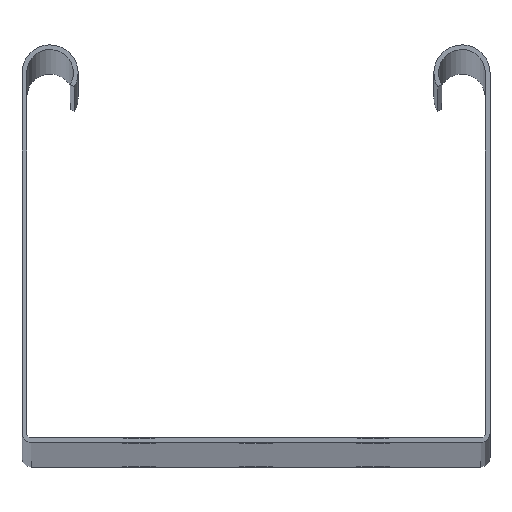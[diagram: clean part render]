
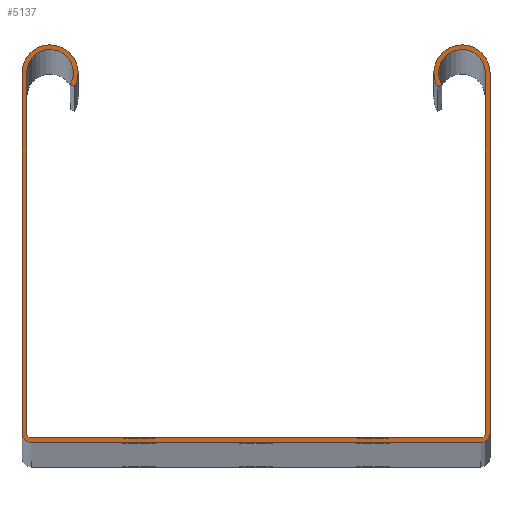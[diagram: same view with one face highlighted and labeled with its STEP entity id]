
A CAD part, top view. The second image highlights one B-rep face of the part: STEP entity #5137.
In plain terms, the highlighted planar face has unit normal (0, 0, 1).
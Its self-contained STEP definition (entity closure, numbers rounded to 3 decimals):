
#2010=CARTESIAN_POINT('',(-44.,78.,1500.));
#2011=DIRECTION('',(0.,0.,1.));
#2012=DIRECTION('',(0.866,-0.5,0.));
#2013=AXIS2_PLACEMENT_3D('',#2010,#2011,#2012);
#2015=DIRECTION('',(0.866,-0.5,0.));
#2016=VECTOR('',#2015,1.);
#2017=CARTESIAN_POINT('',(-39.67,75.5,1500.));
#2018=LINE('',#2017,#2016);
#2019=CARTESIAN_POINT('',(-44.,78.,1500.));
#2020=DIRECTION('',(0.,0.,-1.));
#2021=DIRECTION('',(-1.,0.,0.));
#2022=AXIS2_PLACEMENT_3D('',#2019,#2020,#2021);
#2024=DIRECTION('',(0.,1.,0.));
#2025=VECTOR('',#2024,77.);
#2026=CARTESIAN_POINT('',(-49.,1.,1500.));
#2027=LINE('',#2026,#2025);
#2028=CARTESIAN_POINT('',(-48.,1.,1500.));
#2029=DIRECTION('',(0.,0.,-1.));
#2030=DIRECTION('',(0.,-1.,0.));
#2031=AXIS2_PLACEMENT_3D('',#2028,#2029,#2030);
#2033=DIRECTION('',(-1.,0.,0.));
#2034=VECTOR('',#2033,96.);
#2035=CARTESIAN_POINT('',(48.,0.,1500.));
#2036=LINE('',#2035,#2034);
#2037=CARTESIAN_POINT('',(48.,1.,1500.));
#2038=DIRECTION('',(0.,0.,-1.));
#2039=DIRECTION('',(1.,0.,0.));
#2040=AXIS2_PLACEMENT_3D('',#2037,#2038,#2039);
#2042=DIRECTION('',(0.,-1.,0.));
#2043=VECTOR('',#2042,77.);
#2044=CARTESIAN_POINT('',(49.,78.,1500.));
#2045=LINE('',#2044,#2043);
#2046=CARTESIAN_POINT('',(44.,78.,1500.));
#2047=DIRECTION('',(0.,0.,-1.));
#2048=DIRECTION('',(-0.866,-0.5,0.));
#2049=AXIS2_PLACEMENT_3D('',#2046,#2047,#2048);
#2051=DIRECTION('',(0.866,0.5,0.));
#2052=VECTOR('',#2051,1.);
#2053=CARTESIAN_POINT('',(38.804,75.,1500.));
#2054=LINE('',#2053,#2052);
#2055=CARTESIAN_POINT('',(44.,78.,1500.));
#2056=DIRECTION('',(0.,0.,1.));
#2057=DIRECTION('',(1.,0.,0.));
#2058=AXIS2_PLACEMENT_3D('',#2055,#2056,#2057);
#2060=DIRECTION('',(0.,1.,0.));
#2061=VECTOR('',#2060,77.);
#2062=CARTESIAN_POINT('',(50.,1.,1500.));
#2063=LINE('',#2062,#2061);
#2064=CARTESIAN_POINT('',(48.,1.,1500.));
#2065=DIRECTION('',(0.,0.,1.));
#2066=DIRECTION('',(0.,-1.,0.));
#2067=AXIS2_PLACEMENT_3D('',#2064,#2065,#2066);
#2069=DIRECTION('',(1.,0.,0.));
#2070=VECTOR('',#2069,96.);
#2071=CARTESIAN_POINT('',(-48.,-1.,1500.));
#2072=LINE('',#2071,#2070);
#2073=CARTESIAN_POINT('',(-48.,1.,1500.));
#2074=DIRECTION('',(0.,0.,1.));
#2075=DIRECTION('',(-1.,0.,0.));
#2076=AXIS2_PLACEMENT_3D('',#2073,#2074,#2075);
#2078=DIRECTION('',(0.,-1.,0.));
#2079=VECTOR('',#2078,77.);
#2080=CARTESIAN_POINT('',(-50.,78.,1500.));
#2081=LINE('',#2080,#2079);
#2946=CARTESIAN_POINT('',(-38.804,75.,1500.));
#2947=CARTESIAN_POINT('',(-50.,78.,1500.));
#2948=VERTEX_POINT('',#2946);
#2949=VERTEX_POINT('',#2947);
#2950=CARTESIAN_POINT('',(-50.,1.,1500.));
#2951=VERTEX_POINT('',#2950);
#2952=CARTESIAN_POINT('',(-48.,-1.,1500.));
#2953=VERTEX_POINT('',#2952);
#2954=CARTESIAN_POINT('',(48.,-1.,1500.));
#2955=VERTEX_POINT('',#2954);
#2956=CARTESIAN_POINT('',(50.,1.,1500.));
#2957=VERTEX_POINT('',#2956);
#2958=CARTESIAN_POINT('',(50.,78.,1500.));
#2959=VERTEX_POINT('',#2958);
#2960=CARTESIAN_POINT('',(38.804,75.,1500.));
#2961=VERTEX_POINT('',#2960);
#2962=CARTESIAN_POINT('',(39.67,75.5,1500.));
#2963=VERTEX_POINT('',#2962);
#2964=CARTESIAN_POINT('',(49.,78.,1500.));
#2965=VERTEX_POINT('',#2964);
#2966=CARTESIAN_POINT('',(49.,1.,1500.));
#2967=VERTEX_POINT('',#2966);
#2968=CARTESIAN_POINT('',(48.,0.,1500.));
#2969=VERTEX_POINT('',#2968);
#2970=CARTESIAN_POINT('',(-48.,0.,1500.));
#2971=VERTEX_POINT('',#2970);
#2972=CARTESIAN_POINT('',(-49.,1.,1500.));
#2973=VERTEX_POINT('',#2972);
#2974=CARTESIAN_POINT('',(-49.,78.,1500.));
#2975=VERTEX_POINT('',#2974);
#2976=CARTESIAN_POINT('',(-39.67,75.5,1500.));
#2977=VERTEX_POINT('',#2976);
#5114=CARTESIAN_POINT('',(0.,0.,1500.));
#5115=DIRECTION('',(0.,0.,1.));
#5116=DIRECTION('',(1.,0.,0.));
#5117=AXIS2_PLACEMENT_3D('',#5114,#5115,#5116);
#5118=PLANE('',#5117);
#5119=ORIENTED_EDGE('',*,*,#3858,.F.);
#5120=ORIENTED_EDGE('',*,*,#3873,.F.);
#5121=ORIENTED_EDGE('',*,*,#3887,.F.);
#5122=ORIENTED_EDGE('',*,*,#3901,.F.);
#5123=ORIENTED_EDGE('',*,*,#4095,.F.);
#5124=ORIENTED_EDGE('',*,*,#4109,.F.);
#5125=ORIENTED_EDGE('',*,*,#4283,.F.);
#5126=ORIENTED_EDGE('',*,*,#4297,.F.);
#5127=ORIENTED_EDGE('',*,*,#4491,.F.);
#5128=ORIENTED_EDGE('',*,*,#4505,.F.);
#5129=ORIENTED_EDGE('',*,*,#4519,.F.);
#5130=ORIENTED_EDGE('',*,*,#4533,.F.);
#5131=ORIENTED_EDGE('',*,*,#4727,.F.);
#5132=ORIENTED_EDGE('',*,*,#4741,.F.);
#5133=ORIENTED_EDGE('',*,*,#4915,.F.);
#5134=ORIENTED_EDGE('',*,*,#4928,.F.);
#5135=EDGE_LOOP('',(#5119,#5120,#5121,#5122,#5123,#5124,#5125,#5126,#5127,#5128,
#5129,#5130,#5131,#5132,#5133,#5134));
#5136=FACE_OUTER_BOUND('',#5135,.F.);
#5137=ADVANCED_FACE('',(#5136),#5118,.T.);
#2014=CIRCLE('',#2013,6.);
#2023=CIRCLE('',#2022,5.);
#2032=CIRCLE('',#2031,1.);
#2041=CIRCLE('',#2040,1.);
#2050=CIRCLE('',#2049,5.);
#2059=CIRCLE('',#2058,6.);
#2068=CIRCLE('',#2067,2.);
#2077=CIRCLE('',#2076,2.);
#3858=EDGE_CURVE('',#2948,#2949,#2014,.T.);
#3873=EDGE_CURVE('',#2977,#2948,#2018,.T.);
#3887=EDGE_CURVE('',#2975,#2977,#2023,.T.);
#3901=EDGE_CURVE('',#2973,#2975,#2027,.T.);
#4095=EDGE_CURVE('',#2971,#2973,#2032,.T.);
#4109=EDGE_CURVE('',#2969,#2971,#2036,.T.);
#4283=EDGE_CURVE('',#2967,#2969,#2041,.T.);
#4297=EDGE_CURVE('',#2965,#2967,#2045,.T.);
#4491=EDGE_CURVE('',#2963,#2965,#2050,.T.);
#4505=EDGE_CURVE('',#2961,#2963,#2054,.T.);
#4519=EDGE_CURVE('',#2959,#2961,#2059,.T.);
#4533=EDGE_CURVE('',#2957,#2959,#2063,.T.);
#4727=EDGE_CURVE('',#2955,#2957,#2068,.T.);
#4741=EDGE_CURVE('',#2953,#2955,#2072,.T.);
#4915=EDGE_CURVE('',#2951,#2953,#2077,.T.);
#4928=EDGE_CURVE('',#2949,#2951,#2081,.T.);
